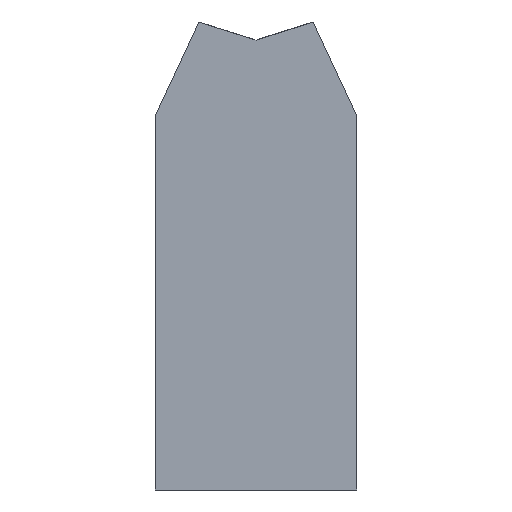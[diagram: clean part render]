
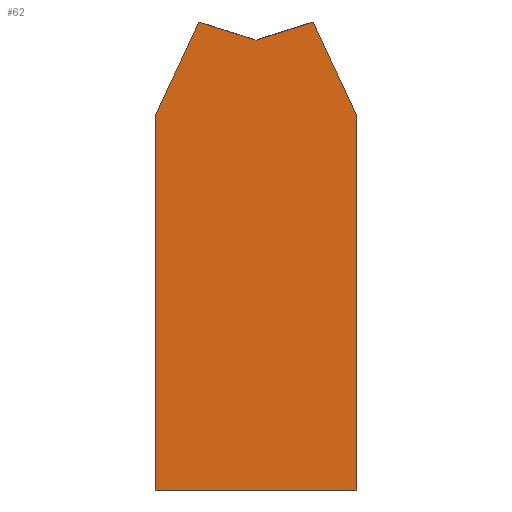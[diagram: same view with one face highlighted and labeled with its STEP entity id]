
A CAD part, front view. The second image highlights one B-rep face of the part: STEP entity #62.
In plain terms, the highlighted planar face has unit normal (0, -1, 0).
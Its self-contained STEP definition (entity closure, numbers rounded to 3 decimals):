
#62 = ADVANCED_FACE( '', ( #153 ), #154, .T. );
#153 = FACE_OUTER_BOUND( '', #310, .T. );
#154 = PLANE( '', #311 );
#310 = EDGE_LOOP( '', ( #463, #464, #465, #466, #467, #468, #469 ) );
#311 = AXIS2_PLACEMENT_3D( '', #470, #471, #472 );
#463 = ORIENTED_EDGE( '', *, *, #730, .T. );
#464 = ORIENTED_EDGE( '', *, *, #731, .T. );
#465 = ORIENTED_EDGE( '', *, *, #732, .T. );
#466 = ORIENTED_EDGE( '', *, *, #733, .T. );
#467 = ORIENTED_EDGE( '', *, *, #734, .T. );
#468 = ORIENTED_EDGE( '', *, *, #735, .T. );
#469 = ORIENTED_EDGE( '', *, *, #736, .T. );
#470 = CARTESIAN_POINT( '', ( -15., 0., 0. ) );
#471 = DIRECTION( '', ( 0., -1., 0. ) );
#472 = DIRECTION( '', ( 0., 0., -1. ) );
#730 = EDGE_CURVE( '', #831, #832, #833, .T. );
#731 = EDGE_CURVE( '', #832, #834, #835, .T. );
#732 = EDGE_CURVE( '', #834, #836, #837, .T. );
#733 = EDGE_CURVE( '', #836, #838, #839, .T. );
#734 = EDGE_CURVE( '', #838, #840, #841, .T. );
#735 = EDGE_CURVE( '', #840, #842, #843, .T. );
#736 = EDGE_CURVE( '', #842, #831, #844, .T. );
#831 = VERTEX_POINT( '', #983 );
#832 = VERTEX_POINT( '', #984 );
#833 = LINE( '', #985, #986 );
#834 = VERTEX_POINT( '', #987 );
#835 = LINE( '', #988, #989 );
#836 = VERTEX_POINT( '', #990 );
#837 = LINE( '', #991, #992 );
#838 = VERTEX_POINT( '', #993 );
#839 = LINE( '', #994, #995 );
#840 = VERTEX_POINT( '', #996 );
#841 = LINE( '', #997, #998 );
#842 = VERTEX_POINT( '', #999 );
#843 = LINE( '', #1000, #1001 );
#844 = LINE( '', #1002, #1003 );
#983 = CARTESIAN_POINT( '', ( -15., 0., 55.832 ) );
#984 = CARTESIAN_POINT( '', ( -15., 0., 0. ) );
#985 = CARTESIAN_POINT( '', ( -15., 0., 55.832 ) );
#986 = VECTOR( '', #1159, 1000. );
#987 = CARTESIAN_POINT( '', ( 15., 0., 0. ) );
#988 = CARTESIAN_POINT( '', ( -15., 0., 0. ) );
#989 = VECTOR( '', #1160, 1000. );
#990 = CARTESIAN_POINT( '', ( 15., 0., 55.832 ) );
#991 = CARTESIAN_POINT( '', ( 15., 0., 0. ) );
#992 = VECTOR( '', #1161, 1000. );
#993 = CARTESIAN_POINT( '', ( 8.525, 0., 69.717 ) );
#994 = CARTESIAN_POINT( '', ( 15., 0., 55.832 ) );
#995 = VECTOR( '', #1162, 1000. );
#996 = CARTESIAN_POINT( '', ( 0., 0., 67.029 ) );
#997 = CARTESIAN_POINT( '', ( 8.525, 0., 69.717 ) );
#998 = VECTOR( '', #1163, 1000. );
#999 = CARTESIAN_POINT( '', ( -8.525, 0., 69.717 ) );
#1000 = CARTESIAN_POINT( '', ( 0., 0., 67.029 ) );
#1001 = VECTOR( '', #1164, 1000. );
#1002 = CARTESIAN_POINT( '', ( -8.525, 0., 69.717 ) );
#1003 = VECTOR( '', #1165, 1000. );
#1159 = DIRECTION( '', ( 0., 0., -1. ) );
#1160 = DIRECTION( '', ( 1., 0., 0. ) );
#1161 = DIRECTION( '', ( 0., 0., 1. ) );
#1162 = DIRECTION( '', ( -0.423, 0., 0.906 ) );
#1163 = DIRECTION( '', ( -0.954, 0., -0.301 ) );
#1164 = DIRECTION( '', ( -0.954, 0., 0.301 ) );
#1165 = DIRECTION( '', ( -0.423, 0., -0.906 ) );
